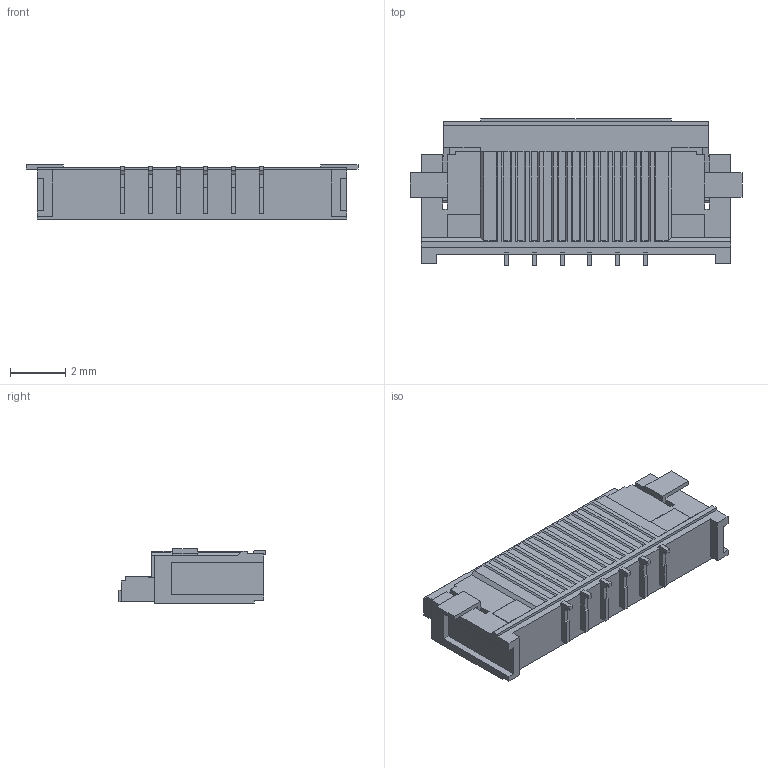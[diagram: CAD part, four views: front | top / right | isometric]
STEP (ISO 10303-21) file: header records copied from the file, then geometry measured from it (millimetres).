
FILE_DESCRIPTION((''),'2;1');
FILE_NAME('2005280060','2016-07-22T',('rlalsangi'),(''),'PRO/ENGINEER BY PARAMETRIC TECHNOLOGY CORPORATION, 2012310','PRO/ENGINEER BY PARAMETRIC TECHNOLOGY CORPORATION, 2012310','');
FILE_SCHEMA(('CONFIG_CONTROL_DESIGN'));
Length unit declared in the file: millimetre
Products named in the file (1): 2005280060
Bounding box: 12 x 5.3 x 1.96 mm (x, y, z)
Volume: 64.9 mm3; surface area: 275.3 mm2
Topology: 1 solids, 1 shells, 635 faces, 1877 edges, 1228 vertices
Faces by surface type: plane 556, cylinder 79
Entity records: 20907 total; most frequent: ORIENTED_EDGE 3754, CARTESIAN_POINT 3741, DIRECTION 3319, EDGE_CURVE 1877, VECTOR 1707, LINE 1707, VERTEX_POINT 1228, AXIS2_PLACEMENT_3D 806
